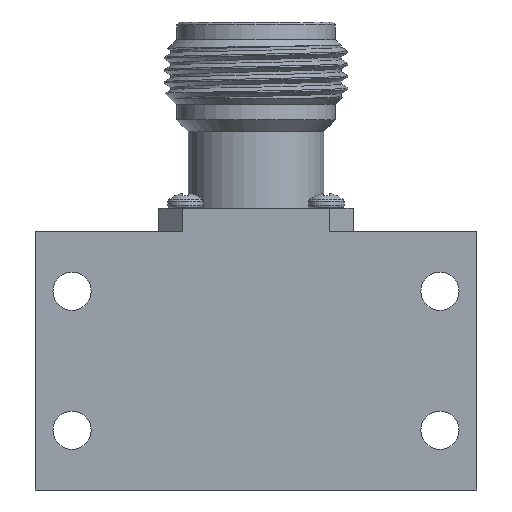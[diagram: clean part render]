
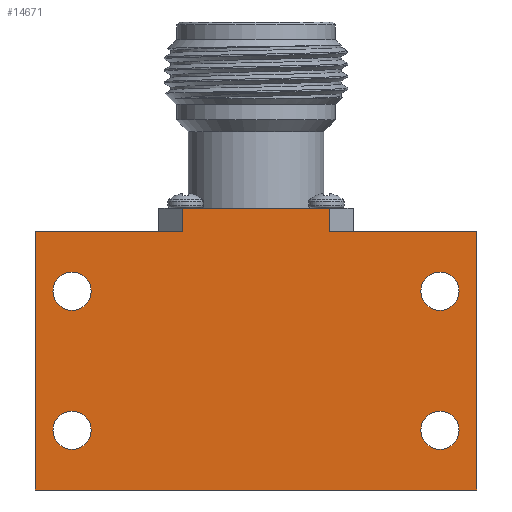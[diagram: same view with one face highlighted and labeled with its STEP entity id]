
A CAD part, front view. The second image highlights one B-rep face of the part: STEP entity #14671.
In plain terms, the highlighted planar face has unit normal (0, -1, 0).
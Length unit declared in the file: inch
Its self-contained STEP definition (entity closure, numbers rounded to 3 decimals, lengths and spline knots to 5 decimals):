
#126 = CARTESIAN_POINT ( 'NONE',  ( -0.25, 0., 0.43898 ) ) ;
#188 = EDGE_LOOP ( 'NONE', ( #10125 ) ) ;
#281 = LINE ( 'NONE', #11121, #4658 ) ;
#294 = AXIS2_PLACEMENT_3D ( 'NONE', #7546, #15170, #15007 ) ;
#301 = EDGE_LOOP ( 'NONE', ( #14111 ) ) ;
#335 = ORIENTED_EDGE ( 'NONE', *, *, #13966, .F. ) ;
#356 = LINE ( 'NONE', #9769, #12559 ) ;
#537 = VERTEX_POINT ( 'NONE', #13140 ) ;
#681 = ORIENTED_EDGE ( 'NONE', *, *, #14437, .T. ) ;
#1187 = CARTESIAN_POINT ( 'NONE',  ( -0.33, 0., 0.51898 ) ) ;
#1618 = CIRCLE ( 'NONE', #294, 0.065 ) ;
#1680 = CARTESIAN_POINT ( 'NONE',  ( 0.625, 0., 0.30122 ) ) ;
#2024 = EDGE_CURVE ( 'NONE', #5533, #4972, #5239, .T. ) ;
#2088 = AXIS2_PLACEMENT_3D ( 'NONE', #4740, #7228, #8378 ) ;
#2188 = ORIENTED_EDGE ( 'NONE', *, *, #6020, .F. ) ;
#2558 = LINE ( 'NONE', #1187, #3499 ) ;
#2904 = VERTEX_POINT ( 'NONE', #1680 ) ;
#2940 = FACE_OUTER_BOUND ( 'NONE', #11533, .T. ) ;
#3169 = PLANE ( 'NONE',  #8537 ) ;
#3499 = VECTOR ( 'NONE', #7398, 39.37008 ) ;
#3531 = LINE ( 'NONE', #8462, #13584 ) ;
#3837 = DIRECTION ( 'NONE',  ( 0., 0., -1. ) ) ;
#4020 = DIRECTION ( 'NONE',  ( 0., 0., 1. ) ) ;
#4374 = FACE_BOUND ( 'NONE', #8206, .T. ) ;
#4418 = AXIS2_PLACEMENT_3D ( 'NONE', #13222, #4547, #4626 ) ;
#4424 = CARTESIAN_POINT ( 'NONE',  ( -0.625, 0., 0.30122 ) ) ;
#4441 = CARTESIAN_POINT ( 'NONE',  ( 0.75, 0., -0.43898 ) ) ;
#4547 = DIRECTION ( 'NONE',  ( 0., 1., 0. ) ) ;
#4626 = DIRECTION ( 'NONE',  ( 0., 0., 1. ) ) ;
#4650 = ORIENTED_EDGE ( 'NONE', *, *, #6247, .F. ) ;
#4658 = VECTOR ( 'NONE', #3837, 39.37008 ) ;
#4740 = CARTESIAN_POINT ( 'NONE',  ( -0.625, 0., -0.23622 ) ) ;
#4889 = CARTESIAN_POINT ( 'NONE',  ( 0.75, 0., 0.43898 ) ) ;
#4972 = VERTEX_POINT ( 'NONE', #5057 ) ;
#4978 = CARTESIAN_POINT ( 'NONE',  ( -0.25, 0., 0.43898 ) ) ;
#5057 = CARTESIAN_POINT ( 'NONE',  ( -0.75, 0., 0.43898 ) ) ;
#5060 = LINE ( 'NONE', #4978, #11030 ) ;
#5146 = ORIENTED_EDGE ( 'NONE', *, *, #11513, .F. ) ;
#5239 = LINE ( 'NONE', #6122, #13073 ) ;
#5269 = EDGE_CURVE ( 'NONE', #6524, #6524, #12172, .T. ) ;
#5278 = CARTESIAN_POINT ( 'NONE',  ( -0.75, 0., -0.43898 ) ) ;
#5293 = CARTESIAN_POINT ( 'NONE',  ( -0.25, 0., 0.51898 ) ) ;
#5316 = EDGE_LOOP ( 'NONE', ( #9224 ) ) ;
#5359 = FACE_BOUND ( 'NONE', #5316, .T. ) ;
#5484 = CARTESIAN_POINT ( 'NONE',  ( 0.625, 0., -0.17122 ) ) ;
#5533 = VERTEX_POINT ( 'NONE', #6077 ) ;
#5563 = VERTEX_POINT ( 'NONE', #4441 ) ;
#6020 = EDGE_CURVE ( 'NONE', #4972, #13995, #15015, .T. ) ;
#6077 = CARTESIAN_POINT ( 'NONE',  ( -0.75, 0., -0.43898 ) ) ;
#6122 = CARTESIAN_POINT ( 'NONE',  ( -0.75, 0., 0.43898 ) ) ;
#6247 = EDGE_CURVE ( 'NONE', #5563, #5533, #7534, .T. ) ;
#6524 = VERTEX_POINT ( 'NONE', #5484 ) ;
#6616 = DIRECTION ( 'NONE',  ( 0., 0., 1. ) ) ;
#6877 = DIRECTION ( 'NONE',  ( 0., 0., -1. ) ) ;
#7095 = VECTOR ( 'NONE', #12413, 39.37008 ) ;
#7218 = DIRECTION ( 'NONE',  ( 0., 0., -1. ) ) ;
#7228 = DIRECTION ( 'NONE',  ( 0., 1., 0. ) ) ;
#7324 = ORIENTED_EDGE ( 'NONE', *, *, #11504, .F. ) ;
#7398 = DIRECTION ( 'NONE',  ( 1., 0., 0. ) ) ;
#7448 = EDGE_CURVE ( 'NONE', #10501, #10501, #14680, .T. ) ;
#7534 = LINE ( 'NONE', #5278, #7095 ) ;
#7546 = CARTESIAN_POINT ( 'NONE',  ( 0.625, 0., 0.23622 ) ) ;
#7843 = CARTESIAN_POINT ( 'NONE',  ( -0.625, 0., 0.23622 ) ) ;
#8206 = EDGE_LOOP ( 'NONE', ( #681 ) ) ;
#8222 = VERTEX_POINT ( 'NONE', #10815 ) ;
#8378 = DIRECTION ( 'NONE',  ( 0., 0., 1. ) ) ;
#8462 = CARTESIAN_POINT ( 'NONE',  ( 0.25, 0., 0.51898 ) ) ;
#8537 = AXIS2_PLACEMENT_3D ( 'NONE', #15408, #15327, #6877 ) ;
#8544 = DIRECTION ( 'NONE',  ( 1., 0., 0. ) ) ;
#8734 = EDGE_CURVE ( 'NONE', #10372, #13995, #5060, .T. ) ;
#8737 = AXIS2_PLACEMENT_3D ( 'NONE', #7843, #12786, #6616 ) ;
#9071 = CIRCLE ( 'NONE', #2088, 0.065 ) ;
#9224 = ORIENTED_EDGE ( 'NONE', *, *, #10357, .T. ) ;
#9769 = CARTESIAN_POINT ( 'NONE',  ( -0.75, 0., 0.43898 ) ) ;
#10066 = DIRECTION ( 'NONE',  ( 1., 0., 0. ) ) ;
#10125 = ORIENTED_EDGE ( 'NONE', *, *, #7448, .T. ) ;
#10155 = CARTESIAN_POINT ( 'NONE',  ( -0.75, 0., 0.43898 ) ) ;
#10200 = CARTESIAN_POINT ( 'NONE',  ( 0.25, 0., 0.43898 ) ) ;
#10357 = EDGE_CURVE ( 'NONE', #2904, #2904, #1618, .T. ) ;
#10372 = VERTEX_POINT ( 'NONE', #5293 ) ;
#10501 = VERTEX_POINT ( 'NONE', #4424 ) ;
#10815 = CARTESIAN_POINT ( 'NONE',  ( -0.625, 0., -0.17122 ) ) ;
#11030 = VECTOR ( 'NONE', #7218, 39.37008 ) ;
#11121 = CARTESIAN_POINT ( 'NONE',  ( 0.75, 0., 0.43898 ) ) ;
#11235 = ORIENTED_EDGE ( 'NONE', *, *, #2024, .F. ) ;
#11309 = EDGE_CURVE ( 'NONE', #15046, #537, #3531, .T. ) ;
#11504 = EDGE_CURVE ( 'NONE', #10372, #537, #2558, .T. ) ;
#11513 = EDGE_CURVE ( 'NONE', #15046, #12405, #356, .T. ) ;
#11517 = FACE_BOUND ( 'NONE', #188, .T. ) ;
#11533 = EDGE_LOOP ( 'NONE', ( #7324, #12263, #2188, #11235, #4650, #335, #5146, #14943 ) ) ;
#12172 = CIRCLE ( 'NONE', #4418, 0.065 ) ;
#12263 = ORIENTED_EDGE ( 'NONE', *, *, #8734, .T. ) ;
#12405 = VERTEX_POINT ( 'NONE', #4889 ) ;
#12413 = DIRECTION ( 'NONE',  ( -1., 0., 0. ) ) ;
#12559 = VECTOR ( 'NONE', #8544, 39.37008 ) ;
#12786 = DIRECTION ( 'NONE',  ( 0., 1., 0. ) ) ;
#13073 = VECTOR ( 'NONE', #4020, 39.37008 ) ;
#13140 = CARTESIAN_POINT ( 'NONE',  ( 0.25, 0., 0.51898 ) ) ;
#13222 = CARTESIAN_POINT ( 'NONE',  ( 0.625, 0., -0.23622 ) ) ;
#13411 = DIRECTION ( 'NONE',  ( 0., 0., 1. ) ) ;
#13584 = VECTOR ( 'NONE', #13411, 39.37008 ) ;
#13966 = EDGE_CURVE ( 'NONE', #12405, #5563, #281, .T. ) ;
#13995 = VERTEX_POINT ( 'NONE', #126 ) ;
#14111 = ORIENTED_EDGE ( 'NONE', *, *, #5269, .T. ) ;
#14437 = EDGE_CURVE ( 'NONE', #8222, #8222, #9071, .T. ) ;
#14671 = ADVANCED_FACE ( 'NONE', ( #15160, #5359, #4374, #11517, #2940 ), #3169, .T. ) ;
#14680 = CIRCLE ( 'NONE', #8737, 0.065 ) ;
#14943 = ORIENTED_EDGE ( 'NONE', *, *, #11309, .T. ) ;
#15007 = DIRECTION ( 'NONE',  ( 0., 0., 1. ) ) ;
#15015 = LINE ( 'NONE', #10155, #15919 ) ;
#15046 = VERTEX_POINT ( 'NONE', #10200 ) ;
#15160 = FACE_BOUND ( 'NONE', #301, .T. ) ;
#15170 = DIRECTION ( 'NONE',  ( 0., 1., 0. ) ) ;
#15327 = DIRECTION ( 'NONE',  ( 0., -1., 0. ) ) ;
#15408 = CARTESIAN_POINT ( 'NONE',  ( 0., 0., 0. ) ) ;
#15919 = VECTOR ( 'NONE', #10066, 39.37008 ) ;
